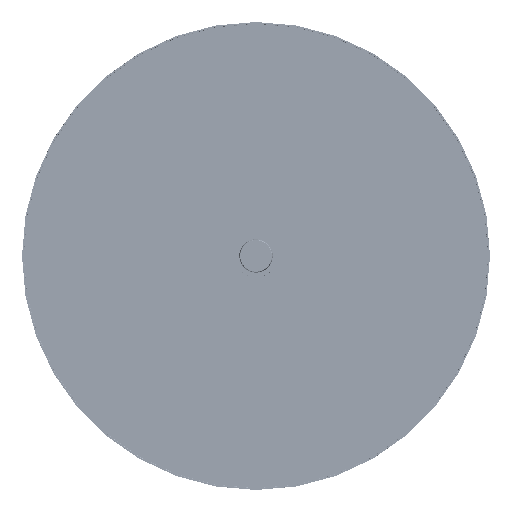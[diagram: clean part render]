
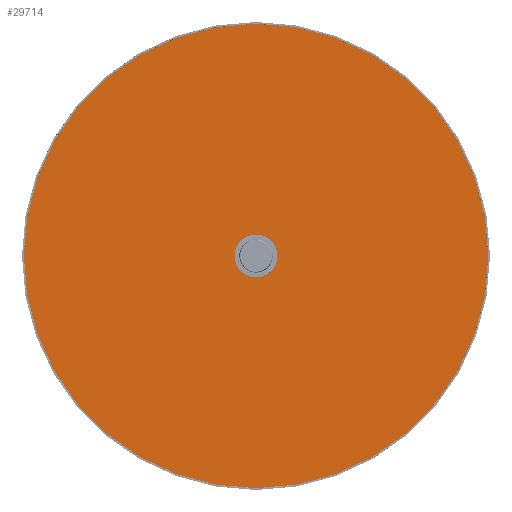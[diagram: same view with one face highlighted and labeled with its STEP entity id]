
A CAD part, top view. The second image highlights one B-rep face of the part: STEP entity #29714.
In plain terms, the highlighted face is planar.
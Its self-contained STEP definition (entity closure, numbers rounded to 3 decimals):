
#2119=FACE_BOUND('',#7409,.T.);
#2590=PLANE('',#34537);
#4635=FACE_OUTER_BOUND('',#7408,.T.);
#7408=EDGE_LOOP('',(#27308));
#7409=EDGE_LOOP('',(#27309,#27310,#27311,#27312));
#8570=LINE('',#53936,#9727);
#8571=LINE('',#53939,#9728);
#9727=VECTOR('',#45205,8.764);
#9728=VECTOR('',#45208,8.764);
#12684=CIRCLE('',#34538,173.65);
#12685=CIRCLE('',#34539,10.1);
#12686=CIRCLE('',#34540,10.1);
#15417=VERTEX_POINT('',#53930);
#15418=VERTEX_POINT('',#53932);
#15419=VERTEX_POINT('',#53933);
#15420=VERTEX_POINT('',#53935);
#15421=VERTEX_POINT('',#53937);
#19514=EDGE_CURVE('',#15417,#15417,#12684,.T.);
#19515=EDGE_CURVE('',#15418,#15419,#12685,.T.);
#19516=EDGE_CURVE('',#15420,#15418,#8570,.T.);
#19517=EDGE_CURVE('',#15421,#15420,#12686,.T.);
#19518=EDGE_CURVE('',#15419,#15421,#8571,.T.);
#27308=ORIENTED_EDGE('',*,*,#19514,.F.);
#27309=ORIENTED_EDGE('',*,*,#19515,.F.);
#27310=ORIENTED_EDGE('',*,*,#19516,.F.);
#27311=ORIENTED_EDGE('',*,*,#19517,.F.);
#27312=ORIENTED_EDGE('',*,*,#19518,.F.);
#29714=ADVANCED_FACE('',(#4635,#2119),#2590,.F.);
#34537=AXIS2_PLACEMENT_3D('',#53929,#45199,#45200);
#34538=AXIS2_PLACEMENT_3D('',#53931,#45201,#45202);
#34539=AXIS2_PLACEMENT_3D('',#53934,#45203,#45204);
#34540=AXIS2_PLACEMENT_3D('',#53938,#45206,#45207);
#45199=DIRECTION('center_axis',(0.,-1.,0.));
#45200=DIRECTION('ref_axis',(-1.,0.,0.));
#45201=DIRECTION('center_axis',(0.,-1.,0.));
#45202=DIRECTION('ref_axis',(-1.,0.,0.));
#45203=DIRECTION('center_axis',(0.,1.,0.));
#45204=DIRECTION('ref_axis',(0.434,0.,0.901));
#45205=DIRECTION('',(1.,0.,0.));
#45206=DIRECTION('center_axis',(0.,1.,0.));
#45207=DIRECTION('ref_axis',(-0.434,0.,-0.901));
#45208=DIRECTION('',(-1.,0.,0.));
#53929=CARTESIAN_POINT('Origin',(-123.224,2.,0.));
#53930=CARTESIAN_POINT('',(50.426,2.,0.));
#53931=CARTESIAN_POINT('Origin',(-123.224,2.,0.));
#53932=CARTESIAN_POINT('',(-118.842,2.,9.1));
#53933=CARTESIAN_POINT('',(-118.842,2.,-9.1));
#53934=CARTESIAN_POINT('Origin',(-123.224,2.,0.));
#53935=CARTESIAN_POINT('',(-127.606,2.,9.1));
#53936=CARTESIAN_POINT('',(-127.606,2.,9.1));
#53937=CARTESIAN_POINT('',(-127.606,2.,-9.1));
#53938=CARTESIAN_POINT('Origin',(-123.224,2.,0.));
#53939=CARTESIAN_POINT('',(-118.842,2.,-9.1));
